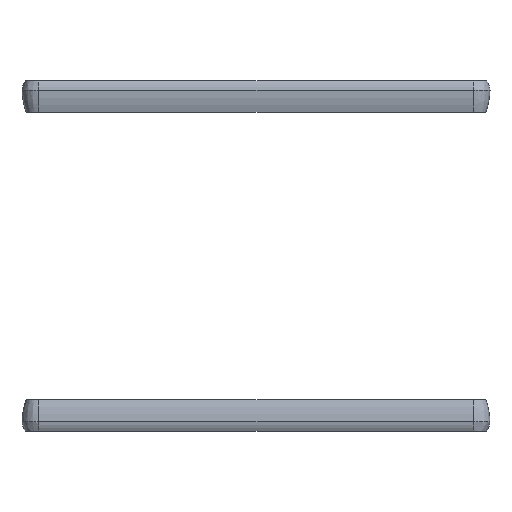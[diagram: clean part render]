
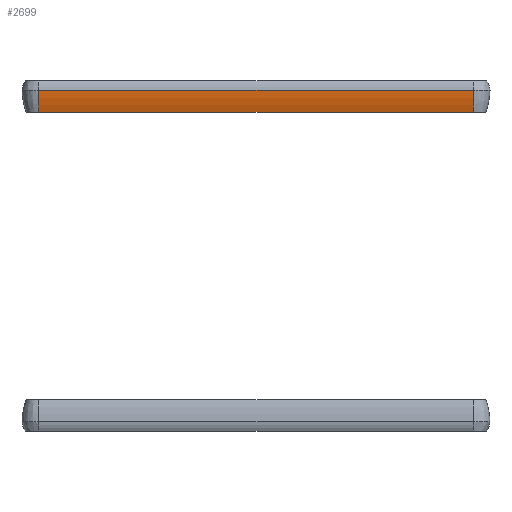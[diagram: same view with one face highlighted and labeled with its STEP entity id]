
A CAD part, front view. The second image highlights one B-rep face of the part: STEP entity #2699.
In plain terms, the highlighted cylindrical face has radius 25 mm (diameter 50 mm), a partial arc.
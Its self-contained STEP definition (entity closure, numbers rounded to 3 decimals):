
#1683 = VERTEX_POINT('',#1684);
#1684 = CARTESIAN_POINT('',(-78.75,-52.113,52.133));
#1751 = VERTEX_POINT('',#1752);
#1752 = CARTESIAN_POINT('',(78.75,-52.113,52.133));
#1759 = EDGE_CURVE('',#1751,#1683,#1760,.T.);
#1760 = LINE('',#1761,#1762);
#1761 = CARTESIAN_POINT('',(78.75,-52.113,52.133));
#1762 = VECTOR('',#1763,1.);
#1763 = DIRECTION('',(-1.,0.,0.));
#2481 = VERTEX_POINT('',#2482);
#2482 = CARTESIAN_POINT('',(78.75,-53.565,59.99));
#2491 = VERTEX_POINT('',#2492);
#2492 = CARTESIAN_POINT('',(-78.75,-53.565,59.99));
#2499 = EDGE_CURVE('',#2491,#2481,#2500,.T.);
#2500 = LINE('',#2501,#2502);
#2501 = CARTESIAN_POINT('',(78.75,-53.565,59.99));
#2502 = VECTOR('',#2503,1.);
#2503 = DIRECTION('',(1.,0.,0.));
#2680 = EDGE_CURVE('',#2481,#1751,#2681,.T.);
#2681 = CIRCLE('',#2682,25.);
#2682 = AXIS2_PLACEMENT_3D('',#2683,#2684,#2685);
#2683 = CARTESIAN_POINT('',(78.75,-28.571,60.546));
#2684 = DIRECTION('',(1.,0.,0.));
#2685 = DIRECTION('',(0.,-0.94,-0.342)
  );
#2699 = ADVANCED_FACE('',(#2700),#2712,.T.);
#2700 = FACE_BOUND('',#2701,.T.);
#2701 = EDGE_LOOP('',(#2702,#2703,#2704,#2705));
#2702 = ORIENTED_EDGE('',*,*,#1759,.F.);
#2703 = ORIENTED_EDGE('',*,*,#2680,.F.);
#2704 = ORIENTED_EDGE('',*,*,#2499,.F.);
#2705 = ORIENTED_EDGE('',*,*,#2706,.T.);
#2706 = EDGE_CURVE('',#2491,#1683,#2707,.T.);
#2707 = CIRCLE('',#2708,25.);
#2708 = AXIS2_PLACEMENT_3D('',#2709,#2710,#2711);
#2709 = CARTESIAN_POINT('',(-78.75,-28.571,60.546));
#2710 = DIRECTION('',(1.,0.,0.));
#2711 = DIRECTION('',(0.,-0.94,
    -0.342));
#2712 = CYLINDRICAL_SURFACE('',#2713,25.);
#2713 = AXIS2_PLACEMENT_3D('',#2714,#2715,#2716);
#2714 = CARTESIAN_POINT('',(78.75,-28.571,60.546));
#2715 = DIRECTION('',(-1.,0.,0.));
#2716 = DIRECTION('',(0.,-0.94,
    -0.342));
